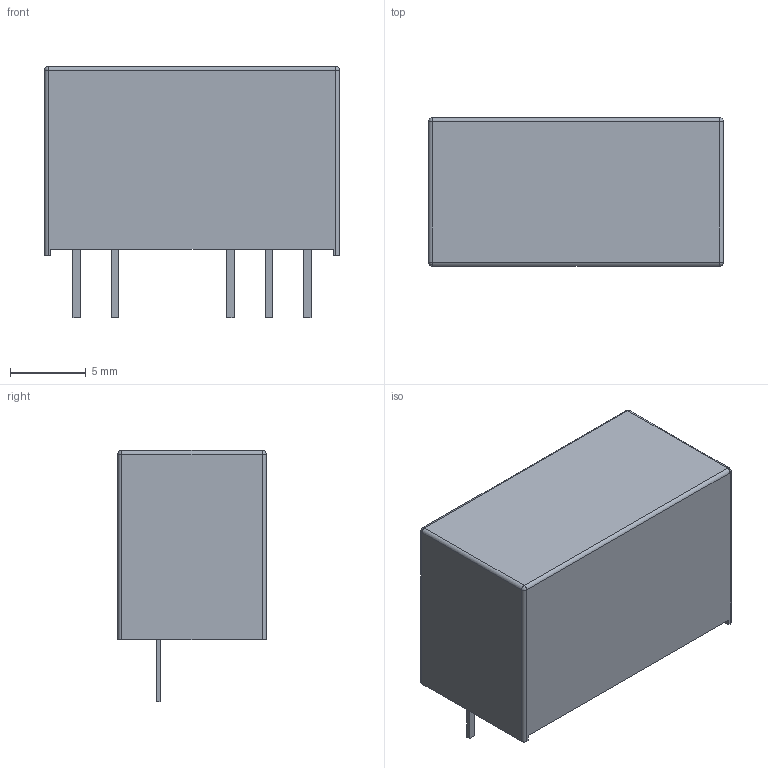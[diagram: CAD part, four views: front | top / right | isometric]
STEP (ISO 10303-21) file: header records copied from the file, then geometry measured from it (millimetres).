
FILE_DESCRIPTION(/* description */ ('model of Converter_DCDC_Murata_MGJ2DxxxxxxSC_THT'),/* implementation_level */ '2;1');
FILE_NAME(/* name */ 'Converter_DCDC_Murata_MGJ2DxxxxxxSC_THT.step',/* time_stamp */ '2019-06-28T20:45:50',/* author */ ('kicad StepUp','ksu'),/* organization */ ('FreeCAD'),/* preprocessor_version */ 'OCC',/* originating_system */ 'kicad StepUp',/* authorisation */ '');
FILE_SCHEMA(('AUTOMOTIVE_DESIGN { 1 0 10303 214 1 1 1 1 }'));
Length unit declared in the file: millimetre
Products named in the file (1): Converter_DCDC_Murata_MGJ2DxxxxxxSC_THT
Bounding box: 19.5 x 9.8 x 16.6 mm (x, y, z)
Volume: 2316.8 mm3; surface area: 1129.6 mm2
Topology: 1 solids, 1 shells, 47 faces, 112 edges, 68 vertices
Faces by surface type: plane 35, cylinder 8, sphere 4
Entity records: 1644 total; most frequent: CARTESIAN_POINT 224, DIRECTION 220, ORIENTED_EDGE 216, EDGE_CURVE 108, LINE 92, VECTOR 92, VERTEX_POINT 68, AXIS2_PLACEMENT_3D 64
